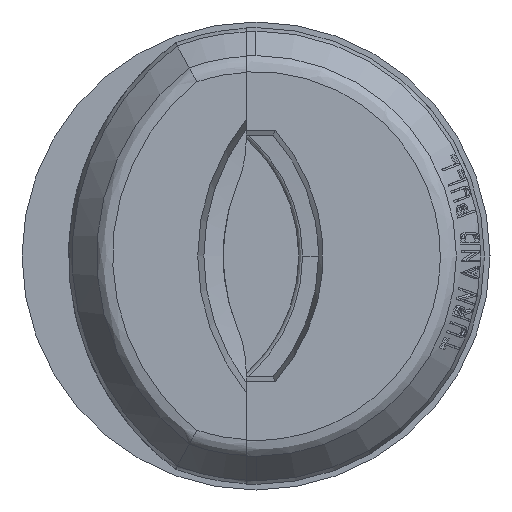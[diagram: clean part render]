
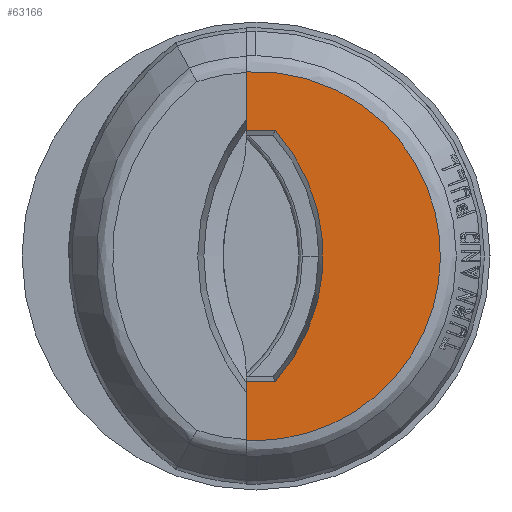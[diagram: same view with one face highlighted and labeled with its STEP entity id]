
A CAD part, left-side view. The second image highlights one B-rep face of the part: STEP entity #63166.
In plain terms, the highlighted planar face has unit normal (-1, 0, 0).
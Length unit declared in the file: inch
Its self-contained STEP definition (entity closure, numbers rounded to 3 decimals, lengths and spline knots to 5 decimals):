
#1955 = AXIS2_PLACEMENT_3D ( 'NONE', #10025, #82709, #26472 ) ;
#2505 = LINE ( 'NONE', #4046, #63580 ) ;
#2650 = CARTESIAN_POINT ( 'NONE',  ( -2.469, 0.047, -0.87528 ) ) ;
#4046 = CARTESIAN_POINT ( 'NONE',  ( -2.469, 0.047, 1.08533 ) ) ;
#5348 = CARTESIAN_POINT ( 'NONE',  ( -2.469, -0.0916, -0.59692 ) ) ;
#7124 = VECTOR ( 'NONE', #43683, 39.37008 ) ;
#10025 = CARTESIAN_POINT ( 'NONE',  ( -2.469, 0.578, 0. ) ) ;
#10129 = CARTESIAN_POINT ( 'NONE',  ( -2.469, -0.48781, -0.904 ) ) ;
#14104 = LINE ( 'NONE', #89942, #55331 ) ;
#14184 = VERTEX_POINT ( 'NONE', #52411 ) ;
#18343 = VERTEX_POINT ( 'NONE', #53789 ) ;
#19358 = ORIENTED_EDGE ( 'NONE', *, *, #93244, .T. ) ;
#22141 = DIRECTION ( 'NONE',  ( -1., 0., 0. ) ) ;
#23725 = EDGE_CURVE ( 'NONE', #14184, #37191, #14104, .T. ) ;
#25322 = EDGE_CURVE ( 'NONE', #104988, #18343, #25534, .T. ) ;
#25534 =( BOUNDED_CURVE ( )  B_SPLINE_CURVE ( 3, ( #90772, #42498, #83334, #91304, #43003, #10129, #2650 ),
 .UNSPECIFIED., .F., .F. ) 
 B_SPLINE_CURVE_WITH_KNOTS ( ( 4, 3, 4 ),
 ( 0., 0.5, 1. ),
 .UNSPECIFIED. ) 
 CURVE ( )  GEOMETRIC_REPRESENTATION_ITEM ( )  RATIONAL_B_SPLINE_CURVE ( ( 1., 0.792, 0.792, 1., 0.792, 0.792, 1. ) ) 
 REPRESENTATION_ITEM ( '' )  );
#25662 = EDGE_CURVE ( 'NONE', #75244, #18343, #52259, .T. ) ;
#25854 = CARTESIAN_POINT ( 'NONE',  ( -2.469, 0.047, -0.59692 ) ) ;
#26472 = DIRECTION ( 'NONE',  ( 0., 0., 1. ) ) ;
#27358 = CARTESIAN_POINT ( 'NONE',  ( -2.469, 0.047, -1.08533 ) ) ;
#27463 = DIRECTION ( 'NONE',  ( 0., 0., 1. ) ) ;
#28821 = CARTESIAN_POINT ( 'NONE',  ( -2.469, 0.13935, -0.59692 ) ) ;
#29345 = LINE ( 'NONE', #28821, #7124 ) ;
#32866 = EDGE_CURVE ( 'NONE', #89261, #75244, #29345, .T. ) ;
#37191 = VERTEX_POINT ( 'NONE', #66865 ) ;
#38572 = CARTESIAN_POINT ( 'NONE',  ( -2.469, 0.13935, 1.10984 ) ) ;
#39138 = ORIENTED_EDGE ( 'NONE', *, *, #25662, .T. ) ;
#41684 = EDGE_LOOP ( 'NONE', ( #84716, #19358, #89024, #39138, #43059, #71024 ) ) ;
#42498 = CARTESIAN_POINT ( 'NONE',  ( -2.469, -0.48781, 0.904 ) ) ;
#43003 = CARTESIAN_POINT ( 'NONE',  ( -2.469, -0.87654, -0.53558 ) ) ;
#43059 = ORIENTED_EDGE ( 'NONE', *, *, #25322, .F. ) ;
#43683 = DIRECTION ( 'NONE',  ( 0., 1., 0. ) ) ;
#48574 = DIRECTION ( 'NONE',  ( 0., -1., 0. ) ) ;
#48758 = VECTOR ( 'NONE', #59159, 39.37008 ) ;
#49704 = CARTESIAN_POINT ( 'NONE',  ( -2.469, 0.047, 0.87528 ) ) ;
#52259 = LINE ( 'NONE', #27358, #48758 ) ;
#52411 = CARTESIAN_POINT ( 'NONE',  ( -2.469, 0.047, 0.59692 ) ) ;
#53789 = CARTESIAN_POINT ( 'NONE',  ( -2.469, 0.047, -0.87528 ) ) ;
#55331 = VECTOR ( 'NONE', #48574, 39.37008 ) ;
#59159 = DIRECTION ( 'NONE',  ( 0., 0., -1. ) ) ;
#60816 = DIRECTION ( 'NONE',  ( 0., 0., 1. ) ) ;
#61342 = FACE_OUTER_BOUND ( 'NONE', #41684, .T. ) ;
#63166 = ADVANCED_FACE ( 'NONE', ( #61342 ), #94808, .T. ) ;
#63580 = VECTOR ( 'NONE', #27463, 39.37008 ) ;
#66340 = EDGE_CURVE ( 'NONE', #14184, #104988, #2505, .T. ) ;
#66865 = CARTESIAN_POINT ( 'NONE',  ( -2.469, -0.09161, 0.59692 ) ) ;
#71024 = ORIENTED_EDGE ( 'NONE', *, *, #66340, .F. ) ;
#74816 = CIRCLE ( 'NONE', #1955, 0.89704 ) ;
#75244 = VERTEX_POINT ( 'NONE', #25854 ) ;
#82709 = DIRECTION ( 'NONE',  ( 1., 0., 0. ) ) ;
#83334 = CARTESIAN_POINT ( 'NONE',  ( -2.469, -0.87654, 0.53558 ) ) ;
#84716 = ORIENTED_EDGE ( 'NONE', *, *, #23725, .T. ) ;
#89024 = ORIENTED_EDGE ( 'NONE', *, *, #32866, .T. ) ;
#89261 = VERTEX_POINT ( 'NONE', #5348 ) ;
#89942 = CARTESIAN_POINT ( 'NONE',  ( -2.469, 0.13935, 0.59692 ) ) ;
#90772 = CARTESIAN_POINT ( 'NONE',  ( -2.469, 0.047, 0.87528 ) ) ;
#91304 = CARTESIAN_POINT ( 'NONE',  ( -2.469, -0.87654, 0. ) ) ;
#93244 = EDGE_CURVE ( 'NONE', #37191, #89261, #74816, .T. ) ;
#94808 = PLANE ( 'NONE',  #103696 ) ;
#103696 = AXIS2_PLACEMENT_3D ( 'NONE', #38572, #22141, #60816 ) ;
#104988 = VERTEX_POINT ( 'NONE', #49704 ) ;
